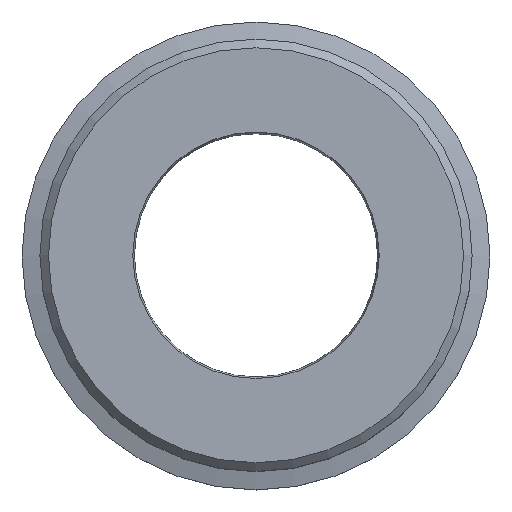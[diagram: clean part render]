
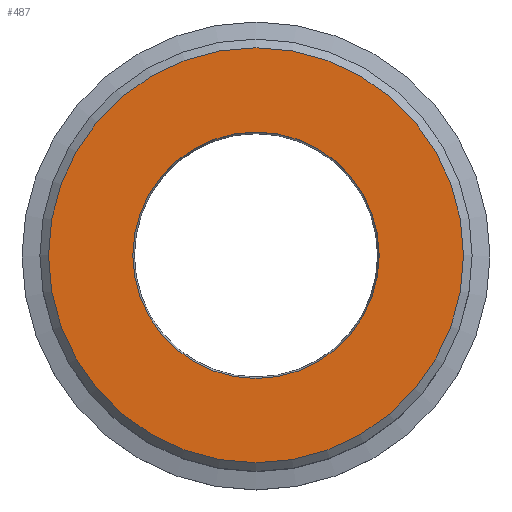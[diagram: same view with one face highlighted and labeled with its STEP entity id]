
A CAD part, top view. The second image highlights one B-rep face of the part: STEP entity #487.
In plain terms, the highlighted planar face has unit normal (0, 0, 1).
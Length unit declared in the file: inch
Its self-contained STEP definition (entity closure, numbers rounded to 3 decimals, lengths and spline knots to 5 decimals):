
#34=PLANE('',#583);
#70=FACE_BOUND('',#181,.T.);
#110=FACE_OUTER_BOUND('',#180,.T.);
#180=EDGE_LOOP('',(#380));
#181=EDGE_LOOP('',(#381));
#232=CIRCLE('',#584,0.96);
#233=CIRCLE('',#585,0.57);
#272=VERTEX_POINT('',#859);
#273=VERTEX_POINT('',#861);
#312=EDGE_CURVE('',#272,#272,#232,.T.);
#313=EDGE_CURVE('',#273,#273,#233,.T.);
#380=ORIENTED_EDGE('',*,*,#312,.F.);
#381=ORIENTED_EDGE('',*,*,#313,.T.);
#487=ADVANCED_FACE('',(#110,#70),#34,.F.);
#583=AXIS2_PLACEMENT_3D('',#858,#727,#728);
#584=AXIS2_PLACEMENT_3D('',#860,#729,#730);
#585=AXIS2_PLACEMENT_3D('',#862,#731,#732);
#727=DIRECTION('center_axis',(0.,0.,-1.));
#728=DIRECTION('ref_axis',(1.,0.,0.));
#729=DIRECTION('center_axis',(0.,0.,-1.));
#730=DIRECTION('ref_axis',(1.,0.,0.));
#731=DIRECTION('center_axis',(0.,0.,-1.));
#732=DIRECTION('ref_axis',(-1.,0.,0.));
#858=CARTESIAN_POINT('Origin',(0.,0.,2.005));
#859=CARTESIAN_POINT('',(-0.96,0.,2.005));
#860=CARTESIAN_POINT('Origin',(0.,0.,2.005));
#861=CARTESIAN_POINT('',(-0.57,0.,2.005));
#862=CARTESIAN_POINT('Origin',(0.,0.,2.005));
